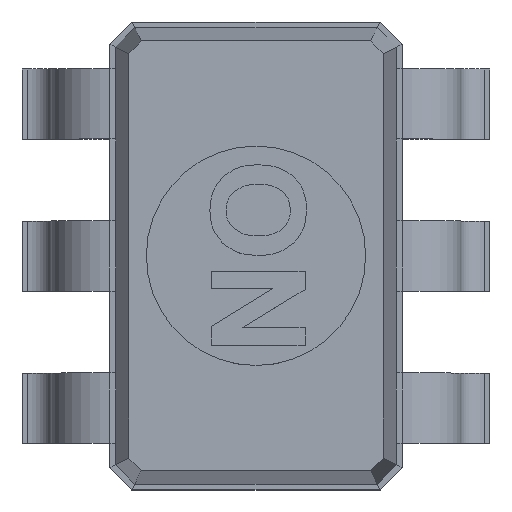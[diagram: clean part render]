
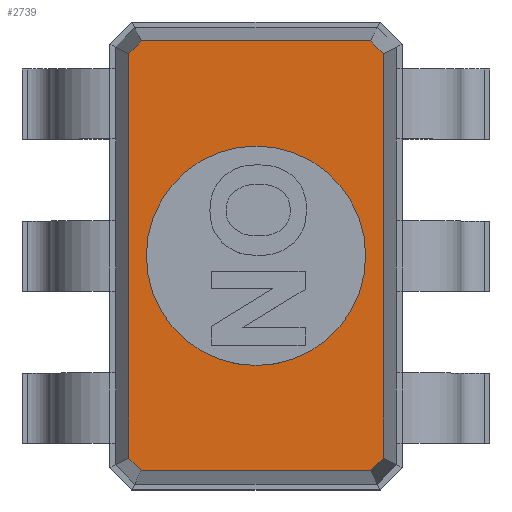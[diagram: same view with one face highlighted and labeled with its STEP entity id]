
A CAD part, top view. The second image highlights one B-rep face of the part: STEP entity #2739.
In plain terms, the highlighted planar face has unit normal (0, 0, 1).
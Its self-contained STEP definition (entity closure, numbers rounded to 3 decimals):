
#40=CIRCLE('',#2824,0.469);
#220=LINE('',#4360,#509);
#317=LINE('',#4626,#606);
#319=LINE('',#4630,#608);
#320=LINE('',#4632,#609);
#321=LINE('',#4634,#610);
#322=LINE('',#4636,#611);
#323=LINE('',#4638,#612);
#324=LINE('',#4639,#613);
#509=VECTOR('',#3246,1.);
#606=VECTOR('',#3477,1.);
#608=VECTOR('',#3481,1.);
#609=VECTOR('',#3482,1.);
#610=VECTOR('',#3483,1.);
#611=VECTOR('',#3484,1.);
#612=VECTOR('',#3485,1.);
#613=VECTOR('',#3486,1.);
#688=FACE_BOUND('',#940,.T.);
#785=FACE_OUTER_BOUND('',#939,.T.);
#939=EDGE_LOOP('',(#2149,#2150,#2151,#2152,#2153,#2154,#2155,#2156));
#940=EDGE_LOOP('',(#2157));
#1088=VERTEX_POINT('',#4166);
#1152=VERTEX_POINT('',#4357);
#1153=VERTEX_POINT('',#4359);
#1255=VERTEX_POINT('',#4625);
#1256=VERTEX_POINT('',#4629);
#1257=VERTEX_POINT('',#4631);
#1258=VERTEX_POINT('',#4633);
#1259=VERTEX_POINT('',#4635);
#1260=VERTEX_POINT('',#4637);
#1347=EDGE_CURVE('',#1088,#1088,#40,.T.);
#1442=EDGE_CURVE('',#1152,#1153,#220,.T.);
#1575=EDGE_CURVE('',#1153,#1255,#317,.T.);
#1577=EDGE_CURVE('',#1256,#1152,#319,.T.);
#1578=EDGE_CURVE('',#1257,#1256,#320,.T.);
#1579=EDGE_CURVE('',#1258,#1257,#321,.T.);
#1580=EDGE_CURVE('',#1259,#1258,#322,.T.);
#1581=EDGE_CURVE('',#1260,#1259,#323,.T.);
#1582=EDGE_CURVE('',#1255,#1260,#324,.T.);
#2149=ORIENTED_EDGE('',*,*,#1442,.F.);
#2150=ORIENTED_EDGE('',*,*,#1577,.F.);
#2151=ORIENTED_EDGE('',*,*,#1578,.F.);
#2152=ORIENTED_EDGE('',*,*,#1579,.F.);
#2153=ORIENTED_EDGE('',*,*,#1580,.F.);
#2154=ORIENTED_EDGE('',*,*,#1581,.F.);
#2155=ORIENTED_EDGE('',*,*,#1582,.F.);
#2156=ORIENTED_EDGE('',*,*,#1575,.F.);
#2157=ORIENTED_EDGE('',*,*,#1347,.T.);
#2457=PLANE('',#2936);
#2739=ADVANCED_FACE('',(#785,#688),#2457,.T.);
#2824=AXIS2_PLACEMENT_3D('',#4168,#3074,#3075);
#2936=AXIS2_PLACEMENT_3D('',#4628,#3479,#3480);
#3074=DIRECTION('center_axis',(0.,0.,-1.));
#3075=DIRECTION('ref_axis',(-1.,0.,0.));
#3246=DIRECTION('',(1.,0.,0.));
#3477=DIRECTION('',(0.707,-0.707,0.));
#3479=DIRECTION('center_axis',(0.,0.,1.));
#3480=DIRECTION('ref_axis',(0.47,-0.883,0.));
#3481=DIRECTION('',(0.707,0.707,0.));
#3482=DIRECTION('',(0.,1.,0.));
#3483=DIRECTION('',(-0.707,0.707,0.));
#3484=DIRECTION('',(-1.,0.,0.));
#3485=DIRECTION('',(-0.707,-0.707,0.));
#3486=DIRECTION('',(0.,-1.,0.));
#4166=CARTESIAN_POINT('',(0.469,0.,1.05));
#4168=CARTESIAN_POINT('Origin',(0.,0.,1.05));
#4357=CARTESIAN_POINT('',(-0.489,0.919,1.05));
#4359=CARTESIAN_POINT('',(0.489,0.919,1.05));
#4360=CARTESIAN_POINT('',(-0.489,0.919,1.05));
#4625=CARTESIAN_POINT('',(0.544,0.864,1.05));
#4626=CARTESIAN_POINT('',(0.489,0.919,1.05));
#4628=CARTESIAN_POINT('Origin',(-0.489,0.919,1.05));
#4629=CARTESIAN_POINT('',(-0.544,0.864,1.05));
#4630=CARTESIAN_POINT('',(-0.544,0.864,1.05));
#4631=CARTESIAN_POINT('',(-0.544,-0.864,1.05));
#4632=CARTESIAN_POINT('',(-0.544,-0.864,1.05));
#4633=CARTESIAN_POINT('',(-0.489,-0.919,1.05));
#4634=CARTESIAN_POINT('',(-0.489,-0.919,1.05));
#4635=CARTESIAN_POINT('',(0.489,-0.919,1.05));
#4636=CARTESIAN_POINT('',(0.489,-0.919,1.05));
#4637=CARTESIAN_POINT('',(0.544,-0.864,1.05));
#4638=CARTESIAN_POINT('',(0.544,-0.864,1.05));
#4639=CARTESIAN_POINT('',(0.544,0.864,1.05));
